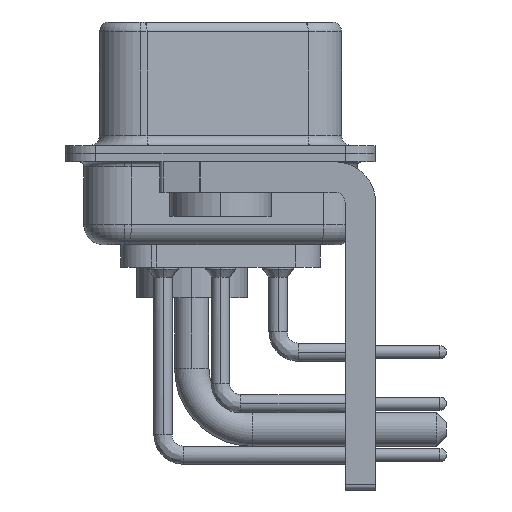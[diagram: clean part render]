
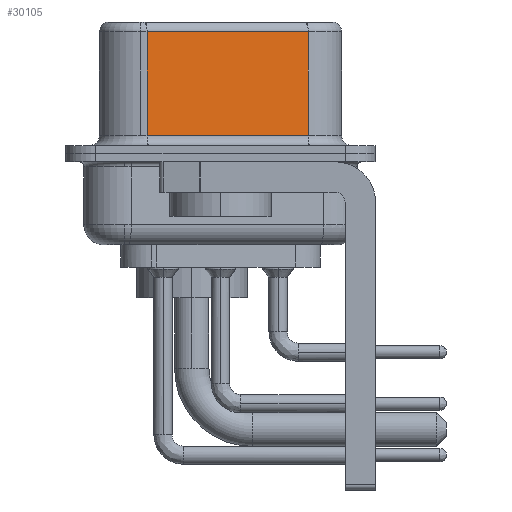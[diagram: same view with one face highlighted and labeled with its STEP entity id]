
A CAD part, left-side view. The second image highlights one B-rep face of the part: STEP entity #30105.
In plain terms, the highlighted planar face has unit normal (-0.985, -0.174, 0).
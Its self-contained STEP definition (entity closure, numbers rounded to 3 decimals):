
#350 = CARTESIAN_POINT ( 'NONE',  ( 3.73, 3.628, 6.02 ) ) ;
#1075 = VECTOR ( 'NONE', #15297, 1000. ) ;
#1464 = VERTEX_POINT ( 'NONE', #350 ) ;
#3162 = VERTEX_POINT ( 'NONE', #34453 ) ;
#3553 = CARTESIAN_POINT ( 'NONE',  ( 5.132, -4.322, 6.52 ) ) ;
#3758 = DIRECTION ( 'NONE',  ( -0.174, 0.985, 0. ) ) ;
#4255 = VECTOR ( 'NONE', #3758, 1000. ) ;
#5697 = EDGE_CURVE ( 'NONE', #1464, #3162, #33679, .T. ) ;
#6643 = DIRECTION ( 'NONE',  ( -0.174, 0.985, 0. ) ) ;
#6794 = CARTESIAN_POINT ( 'NONE',  ( 5.132, -4.322, 6.02 ) ) ;
#7787 = ORIENTED_EDGE ( 'NONE', *, *, #5697, .T. ) ;
#8013 = EDGE_CURVE ( 'NONE', #10199, #1464, #27022, .T. ) ;
#8915 = VECTOR ( 'NONE', #18232, 1000. ) ;
#9291 = LINE ( 'NONE', #32957, #8915 ) ;
#10199 = VERTEX_POINT ( 'NONE', #6794 ) ;
#11850 = VERTEX_POINT ( 'NONE', #29845 ) ;
#13042 = PLANE ( 'NONE',  #32846 ) ;
#13360 = LINE ( 'NONE', #16094, #26021 ) ;
#14904 = EDGE_LOOP ( 'NONE', ( #19672, #27475, #7787, #28539 ) ) ;
#15297 = DIRECTION ( 'NONE',  ( 0., 0., -1. ) ) ;
#16094 = CARTESIAN_POINT ( 'NONE',  ( 5.132, -4.322, 6.52 ) ) ;
#18232 = DIRECTION ( 'NONE',  ( 0.174, -0.985, 0. ) ) ;
#19672 = ORIENTED_EDGE ( 'NONE', *, *, #23618, .F. ) ;
#23618 = EDGE_CURVE ( 'NONE', #10199, #11850, #13360, .T. ) ;
#26021 = VECTOR ( 'NONE', #34100, 1000. ) ;
#27022 = LINE ( 'NONE', #30334, #4255 ) ;
#27475 = ORIENTED_EDGE ( 'NONE', *, *, #8013, .T. ) ;
#28539 = ORIENTED_EDGE ( 'NONE', *, *, #35366, .T. ) ;
#29834 = CARTESIAN_POINT ( 'NONE',  ( 3.73, 3.628, 6.52 ) ) ;
#29845 = CARTESIAN_POINT ( 'NONE',  ( 5.132, -4.322, 0.9 ) ) ;
#30105 = ADVANCED_FACE ( 'NONE', ( #36332 ), #13042, .F. ) ;
#30334 = CARTESIAN_POINT ( 'NONE',  ( 5.132, -4.322, 6.02 ) ) ;
#30893 = DIRECTION ( 'NONE',  ( 0.985, 0.174, 0. ) ) ;
#32846 = AXIS2_PLACEMENT_3D ( 'NONE', #3553, #30893, #6643 ) ;
#32957 = CARTESIAN_POINT ( 'NONE',  ( 5.132, -4.322, 0.9 ) ) ;
#33679 = LINE ( 'NONE', #29834, #1075 ) ;
#34100 = DIRECTION ( 'NONE',  ( 0., 0., -1. ) ) ;
#34453 = CARTESIAN_POINT ( 'NONE',  ( 3.73, 3.628, 0.9 ) ) ;
#35366 = EDGE_CURVE ( 'NONE', #3162, #11850, #9291, .T. ) ;
#36332 = FACE_OUTER_BOUND ( 'NONE', #14904, .T. ) ;
